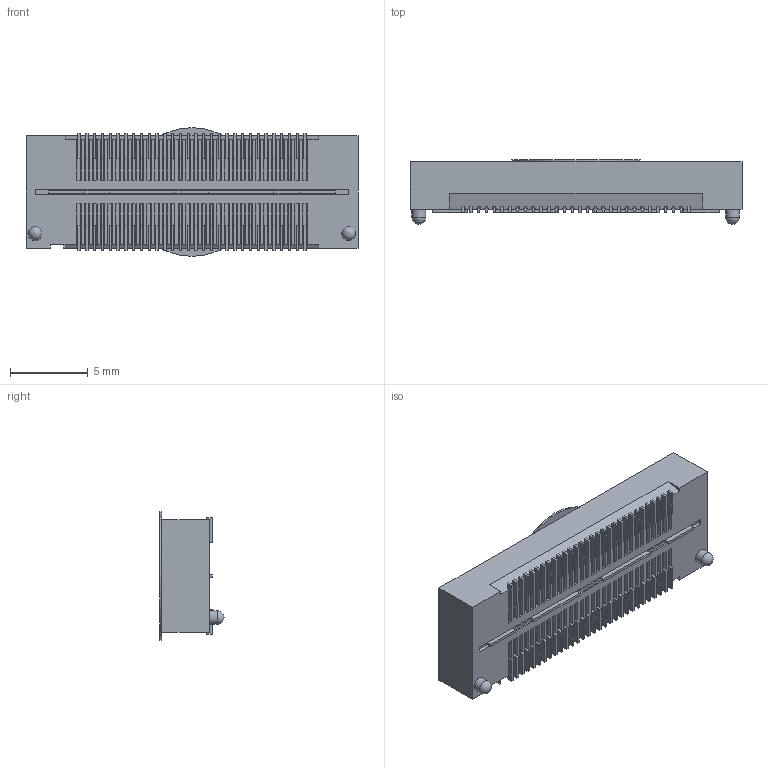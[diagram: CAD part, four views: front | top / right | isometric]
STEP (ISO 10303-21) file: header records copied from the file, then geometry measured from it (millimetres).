
FILE_DESCRIPTION(/* description */ ('STEP AP214'),/* implementation_level */ '2;1');
FILE_NAME(/* name */ 'QSH-030-01-L-D-A-K',/* time_stamp */ '2024-09-02T05:07:20+02:00',/* author */ ('License CC BY-ND 4.0'),/* organization */ ('CADENAS'),/* preprocessor_version */ 'ST-DEVELOPER v19.3',/* originating_system */ 'PARTsolutions',/* authorisation */ ' ');
FILE_SCHEMA (('AUTOMOTIVE_DESIGN {1 0 10303 214 3 1 1}'));
Length unit declared in the file: inch
Products named in the file (6): QSH-030-01-L-D-A-K; TQSH-030-01-D-A_terminal; T-1G2-01-030; C-126-21-030-D-L; C-126-21-030-D-F2; QSHpolyimide_film
Assembly tree (5 placements, depth 2):
  QSH-030-01-L-D-A-K
    TQSH-030-01-D-A_terminal
    T-1G2-01-030
    C-126-21-030-D-L
    C-126-21-030-D-F2
    QSHpolyimide_film
Bounding box: 21.31 x 4.13 x 8.26 mm (x, y, z)
Volume: 299 mm3; surface area: 1837.3 mm2
Topology: 5 solids, 5 shells, 1861 faces, 5540 edges, 3694 vertices
Faces by surface type: plane 1608, cylinder 251, sphere 2
Full cylindrical faces by diameter (mm): 0.889 x2, 8.255 x1
Entity records: 61671 total; most frequent: CARTESIAN_POINT 11084, ORIENTED_EDGE 11058, DIRECTION 9765, EDGE_CURVE 5529, LINE 5027, VECTOR 5027, VERTEX_POINT 3688, AXIS2_PLACEMENT_3D 2369
